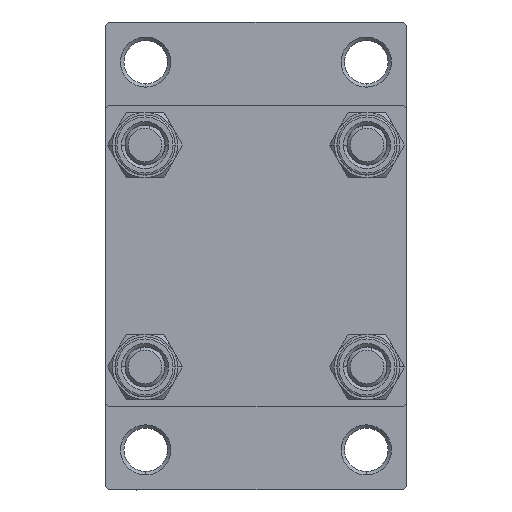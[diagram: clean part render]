
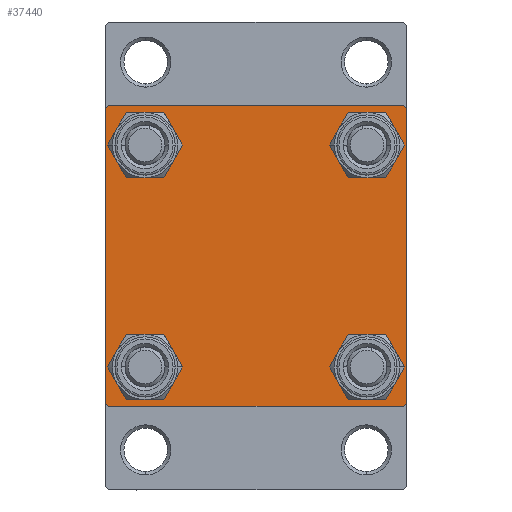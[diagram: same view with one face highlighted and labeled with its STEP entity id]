
A CAD part, left-side view. The second image highlights one B-rep face of the part: STEP entity #37440.
In plain terms, the highlighted planar face has unit normal (-1, 0, 0).
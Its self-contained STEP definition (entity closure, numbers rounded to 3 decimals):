
#1127 = CIRCLE ( 'NONE', #17143, 3.5 ) ;
#1137 = CARTESIAN_POINT ( 'NONE',  ( 0., 22.5, 22.5 ) ) ;
#1213 = ORIENTED_EDGE ( 'NONE', *, *, #28132, .T. ) ;
#1372 = LINE ( 'NONE', #1137, #6191 ) ;
#1400 = CIRCLE ( 'NONE', #10604, 3.5 ) ;
#1555 = CARTESIAN_POINT ( 'NONE',  ( 0., -22.5, 22.5 ) ) ;
#1905 = DIRECTION ( 'NONE',  ( 0., 0., 1. ) ) ;
#1966 = EDGE_CURVE ( 'NONE', #2308, #28619, #34362, .T. ) ;
#2308 = VERTEX_POINT ( 'NONE', #33599 ) ;
#2609 = DIRECTION ( 'NONE',  ( 1., 0., 0. ) ) ;
#2886 = FACE_OUTER_BOUND ( 'NONE', #39418, .T. ) ;
#3093 = ORIENTED_EDGE ( 'NONE', *, *, #40783, .T. ) ;
#3201 = DIRECTION ( 'NONE',  ( 0., -0.707, 0.707 ) ) ;
#4100 = CIRCLE ( 'NONE', #46939, 3.5 ) ;
#4161 = VERTEX_POINT ( 'NONE', #46810 ) ;
#4734 = CARTESIAN_POINT ( 'NONE',  ( 0., -16.6, -16.6 ) ) ;
#5611 = DIRECTION ( 'NONE',  ( 0., -1., 0. ) ) ;
#6158 = DIRECTION ( 'NONE',  ( 1., 0., 0. ) ) ;
#6173 = VERTEX_POINT ( 'NONE', #42762 ) ;
#6191 = VECTOR ( 'NONE', #41597, 1000. ) ;
#6468 = CIRCLE ( 'NONE', #33236, 3.5 ) ;
#7022 = DIRECTION ( 'NONE',  ( 0., 0., 1. ) ) ;
#7645 = DIRECTION ( 'NONE',  ( 0., 0.707, 0.707 ) ) ;
#7830 = DIRECTION ( 'NONE',  ( 1., 0., 0. ) ) ;
#7942 = VERTEX_POINT ( 'NONE', #17870 ) ;
#8303 = DIRECTION ( 'NONE',  ( 0., 0.707, -0.707 ) ) ;
#8469 = ORIENTED_EDGE ( 'NONE', *, *, #43046, .T. ) ;
#8733 = CIRCLE ( 'NONE', #45458, 3.5 ) ;
#8863 = CARTESIAN_POINT ( 'NONE',  ( 0., -16.6, -20.1 ) ) ;
#9333 = VECTOR ( 'NONE', #8303, 1000. ) ;
#9372 = VECTOR ( 'NONE', #3201, 1000. ) ;
#9669 = AXIS2_PLACEMENT_3D ( 'NONE', #14932, #36046, #10889 ) ;
#9916 = EDGE_CURVE ( 'NONE', #2308, #11192, #29421, .T. ) ;
#10088 = FACE_BOUND ( 'NONE', #19668, .T. ) ;
#10334 = EDGE_CURVE ( 'NONE', #36285, #24433, #27658, .T. ) ;
#10590 = VERTEX_POINT ( 'NONE', #8863 ) ;
#10604 = AXIS2_PLACEMENT_3D ( 'NONE', #4734, #44495, #34190 ) ;
#10889 = DIRECTION ( 'NONE',  ( 0., 0., 1. ) ) ;
#11119 = VERTEX_POINT ( 'NONE', #26253 ) ;
#11192 = VERTEX_POINT ( 'NONE', #12593 ) ;
#11256 = CARTESIAN_POINT ( 'NONE',  ( 0., -22.5, -22. ) ) ;
#11795 = EDGE_CURVE ( 'NONE', #4161, #7942, #18826, .T. ) ;
#11869 = VERTEX_POINT ( 'NONE', #17363 ) ;
#12258 = EDGE_CURVE ( 'NONE', #28749, #28619, #42960, .T. ) ;
#12392 = DIRECTION ( 'NONE',  ( 0., 0., 1. ) ) ;
#12593 = CARTESIAN_POINT ( 'NONE',  ( 0., -22., 22.5 ) ) ;
#12718 = FACE_BOUND ( 'NONE', #13238, .T. ) ;
#13018 = ORIENTED_EDGE ( 'NONE', *, *, #30707, .F. ) ;
#13238 = EDGE_LOOP ( 'NONE', ( #16302, #26120 ) ) ;
#13432 = PLANE ( 'NONE',  #16587 ) ;
#13440 = DIRECTION ( 'NONE',  ( 0., -1., 0. ) ) ;
#13515 = EDGE_CURVE ( 'NONE', #7942, #44409, #1372, .T. ) ;
#13675 = CARTESIAN_POINT ( 'NONE',  ( 0., 22.5, -22.5 ) ) ;
#13822 = VERTEX_POINT ( 'NONE', #27386 ) ;
#14645 = EDGE_CURVE ( 'NONE', #11119, #42941, #26821, .T. ) ;
#14684 = CARTESIAN_POINT ( 'NONE',  ( 0., 22.25, -22.25 ) ) ;
#14932 = CARTESIAN_POINT ( 'NONE',  ( 0., -16.6, -16.6 ) ) ;
#16302 = ORIENTED_EDGE ( 'NONE', *, *, #25458, .T. ) ;
#16508 = ORIENTED_EDGE ( 'NONE', *, *, #12258, .T. ) ;
#16587 = AXIS2_PLACEMENT_3D ( 'NONE', #24675, #42896, #21069 ) ;
#16967 = EDGE_LOOP ( 'NONE', ( #1213, #31443 ) ) ;
#17143 = AXIS2_PLACEMENT_3D ( 'NONE', #44485, #26503, #12392 ) ;
#17363 = CARTESIAN_POINT ( 'NONE',  ( 0., -16.6, 13.1 ) ) ;
#17629 = CARTESIAN_POINT ( 'NONE',  ( 0., 16.6, 16.6 ) ) ;
#17682 = ORIENTED_EDGE ( 'NONE', *, *, #35008, .T. ) ;
#17789 = CARTESIAN_POINT ( 'NONE',  ( 0., -16.6, 20.1 ) ) ;
#17870 = CARTESIAN_POINT ( 'NONE',  ( 0., 22.5, 22. ) ) ;
#18614 = CARTESIAN_POINT ( 'NONE',  ( 0., -16.6, 16.6 ) ) ;
#18826 = LINE ( 'NONE', #33459, #9333 ) ;
#19668 = EDGE_LOOP ( 'NONE', ( #26116, #43129 ) ) ;
#20414 = ORIENTED_EDGE ( 'NONE', *, *, #46290, .T. ) ;
#20856 = DIRECTION ( 'NONE',  ( 1., 0., 0. ) ) ;
#21069 = DIRECTION ( 'NONE',  ( 0., 0., 1. ) ) ;
#22412 = DIRECTION ( 'NONE',  ( 0., 0., 1. ) ) ;
#22560 = LINE ( 'NONE', #14684, #35049 ) ;
#23921 = CARTESIAN_POINT ( 'NONE',  ( 0., -16.6, 16.6 ) ) ;
#24216 = CARTESIAN_POINT ( 'NONE',  ( 0., 22.5, -22. ) ) ;
#24346 = VECTOR ( 'NONE', #35082, 1000. ) ;
#24433 = VERTEX_POINT ( 'NONE', #43360 ) ;
#24675 = CARTESIAN_POINT ( 'NONE',  ( 0., 0., 0. ) ) ;
#25382 = ORIENTED_EDGE ( 'NONE', *, *, #9916, .T. ) ;
#25458 = EDGE_CURVE ( 'NONE', #43229, #11869, #4100, .T. ) ;
#25587 = VECTOR ( 'NONE', #5611, 1000. ) ;
#26116 = ORIENTED_EDGE ( 'NONE', *, *, #14645, .T. ) ;
#26120 = ORIENTED_EDGE ( 'NONE', *, *, #31131, .T. ) ;
#26253 = CARTESIAN_POINT ( 'NONE',  ( 0., 16.6, 20.1 ) ) ;
#26503 = DIRECTION ( 'NONE',  ( 1., 0., 0. ) ) ;
#26821 = CIRCLE ( 'NONE', #36786, 3.5 ) ;
#27386 = CARTESIAN_POINT ( 'NONE',  ( 0., -16.6, -13.1 ) ) ;
#27658 = CIRCLE ( 'NONE', #33049, 3.5 ) ;
#27785 = FACE_BOUND ( 'NONE', #16967, .T. ) ;
#28132 = EDGE_CURVE ( 'NONE', #24433, #36285, #6468, .T. ) ;
#28619 = VERTEX_POINT ( 'NONE', #11256 ) ;
#28749 = VERTEX_POINT ( 'NONE', #42126 ) ;
#28790 = CARTESIAN_POINT ( 'NONE',  ( 0., -22.25, -22.25 ) ) ;
#29281 = DIRECTION ( 'NONE',  ( 0., -0.707, -0.707 ) ) ;
#29421 = LINE ( 'NONE', #40001, #46820 ) ;
#30707 = EDGE_CURVE ( 'NONE', #4161, #11192, #38440, .T. ) ;
#31131 = EDGE_CURVE ( 'NONE', #11869, #43229, #8733, .T. ) ;
#31322 = EDGE_CURVE ( 'NONE', #42941, #11119, #1127, .T. ) ;
#31443 = ORIENTED_EDGE ( 'NONE', *, *, #10334, .T. ) ;
#31457 = CARTESIAN_POINT ( 'NONE',  ( 0., 16.6, -16.6 ) ) ;
#31727 = ORIENTED_EDGE ( 'NONE', *, *, #13515, .T. ) ;
#31866 = FACE_BOUND ( 'NONE', #34830, .T. ) ;
#32861 = CARTESIAN_POINT ( 'NONE',  ( 0., 16.6, -20.1 ) ) ;
#33049 = AXIS2_PLACEMENT_3D ( 'NONE', #44209, #7830, #22412 ) ;
#33236 = AXIS2_PLACEMENT_3D ( 'NONE', #31457, #46073, #7022 ) ;
#33459 = CARTESIAN_POINT ( 'NONE',  ( 0., 22.25, 22.25 ) ) ;
#33599 = CARTESIAN_POINT ( 'NONE',  ( 0., -22.5, 22. ) ) ;
#34190 = DIRECTION ( 'NONE',  ( 0., 0., 1. ) ) ;
#34362 = LINE ( 'NONE', #1555, #24346 ) ;
#34584 = ORIENTED_EDGE ( 'NONE', *, *, #1966, .F. ) ;
#34609 = CARTESIAN_POINT ( 'NONE',  ( 0., 22.5, 22.5 ) ) ;
#34830 = EDGE_LOOP ( 'NONE', ( #17682, #8469 ) ) ;
#35008 = EDGE_CURVE ( 'NONE', #13822, #10590, #41724, .T. ) ;
#35049 = VECTOR ( 'NONE', #29281, 1000. ) ;
#35082 = DIRECTION ( 'NONE',  ( 0., 0., -1. ) ) ;
#36046 = DIRECTION ( 'NONE',  ( 1., 0., 0. ) ) ;
#36100 = DIRECTION ( 'NONE',  ( 0., 0., 1. ) ) ;
#36285 = VERTEX_POINT ( 'NONE', #32861 ) ;
#36786 = AXIS2_PLACEMENT_3D ( 'NONE', #17629, #6158, #36100 ) ;
#36862 = CARTESIAN_POINT ( 'NONE',  ( 0., 16.6, 13.1 ) ) ;
#37440 = ADVANCED_FACE ( 'NONE', ( #12718, #31866, #27785, #10088, #2886 ), #13432, .T. ) ;
#38440 = LINE ( 'NONE', #34609, #25587 ) ;
#39418 = EDGE_LOOP ( 'NONE', ( #31727, #20414, #3093, #16508, #34584, #25382, #13018, #44047 ) ) ;
#40001 = CARTESIAN_POINT ( 'NONE',  ( 0., -22.25, 22.25 ) ) ;
#40671 = DIRECTION ( 'NONE',  ( 0., 0., 1. ) ) ;
#40783 = EDGE_CURVE ( 'NONE', #6173, #28749, #46018, .T. ) ;
#41597 = DIRECTION ( 'NONE',  ( 0., 0., -1. ) ) ;
#41724 = CIRCLE ( 'NONE', #9669, 3.5 ) ;
#42126 = CARTESIAN_POINT ( 'NONE',  ( 0., -22., -22.5 ) ) ;
#42762 = CARTESIAN_POINT ( 'NONE',  ( 0., 22., -22.5 ) ) ;
#42896 = DIRECTION ( 'NONE',  ( -1., 0., 0. ) ) ;
#42941 = VERTEX_POINT ( 'NONE', #36862 ) ;
#42960 = LINE ( 'NONE', #28790, #9372 ) ;
#43046 = EDGE_CURVE ( 'NONE', #10590, #13822, #1400, .T. ) ;
#43129 = ORIENTED_EDGE ( 'NONE', *, *, #31322, .T. ) ;
#43229 = VERTEX_POINT ( 'NONE', #17789 ) ;
#43360 = CARTESIAN_POINT ( 'NONE',  ( 0., 16.6, -13.1 ) ) ;
#44047 = ORIENTED_EDGE ( 'NONE', *, *, #11795, .T. ) ;
#44209 = CARTESIAN_POINT ( 'NONE',  ( 0., 16.6, -16.6 ) ) ;
#44409 = VERTEX_POINT ( 'NONE', #24216 ) ;
#44485 = CARTESIAN_POINT ( 'NONE',  ( 0., 16.6, 16.6 ) ) ;
#44495 = DIRECTION ( 'NONE',  ( 1., 0., 0. ) ) ;
#45458 = AXIS2_PLACEMENT_3D ( 'NONE', #18614, #20856, #40671 ) ;
#45763 = VECTOR ( 'NONE', #13440, 1000. ) ;
#46018 = LINE ( 'NONE', #13675, #45763 ) ;
#46073 = DIRECTION ( 'NONE',  ( 1., 0., 0. ) ) ;
#46290 = EDGE_CURVE ( 'NONE', #44409, #6173, #22560, .T. ) ;
#46810 = CARTESIAN_POINT ( 'NONE',  ( 0., 22., 22.5 ) ) ;
#46820 = VECTOR ( 'NONE', #7645, 1000. ) ;
#46939 = AXIS2_PLACEMENT_3D ( 'NONE', #23921, #2609, #1905 ) ;
